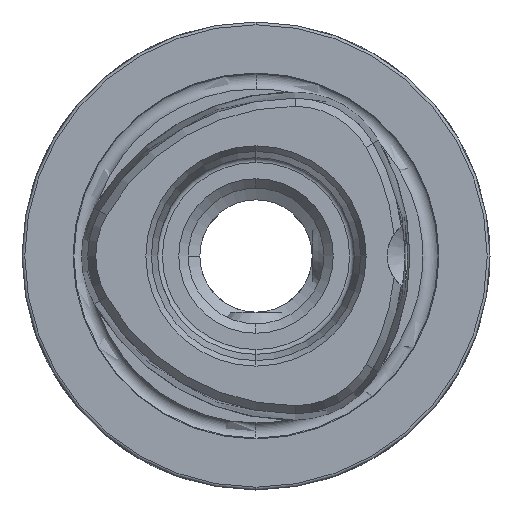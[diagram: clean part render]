
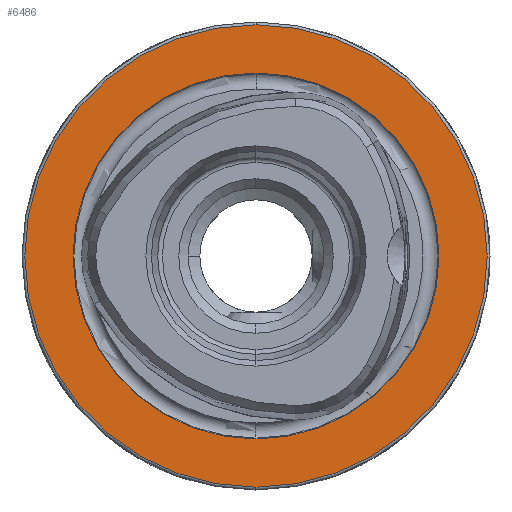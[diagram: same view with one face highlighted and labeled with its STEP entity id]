
A CAD part, left-side view. The second image highlights one B-rep face of the part: STEP entity #6486.
In plain terms, the highlighted planar face has unit normal (-1, 0, 0).
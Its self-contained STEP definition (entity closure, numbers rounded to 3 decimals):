
#363 = CARTESIAN_POINT ( 'NONE',  ( 0., 0., -19.55 ) ) ;
#364 = CARTESIAN_POINT ( 'NONE',  ( 0., 0., 19.55 ) ) ;
#366 = CARTESIAN_POINT ( 'NONE',  ( 0., 0., 24.7 ) ) ;
#367 = CARTESIAN_POINT ( 'NONE',  ( 0., 0., -24.7 ) ) ;
#1425 = CARTESIAN_POINT ( 'NONE',  ( 0., 0., 0. ) ) ;
#1426 = DIRECTION ( 'NONE',  ( -1., 0., 0. ) ) ;
#1427 = DIRECTION ( 'NONE',  ( 0., 0., 1. ) ) ;
#1453 = CARTESIAN_POINT ( 'NONE',  ( 0., 0., 0. ) ) ;
#1454 = DIRECTION ( 'NONE',  ( -1., 0., 0. ) ) ;
#1455 = DIRECTION ( 'NONE',  ( 0., 0., 1. ) ) ;
#1591 = EDGE_LOOP ( 'NONE', ( #7409, #7416 ) ) ;
#2170 = CIRCLE ( 'NONE', #6695, 24.7 ) ;
#2179 = CIRCLE ( 'NONE', #6696, 19.55 ) ;
#2336 = CARTESIAN_POINT ( 'NONE',  ( 0., 0., 0. ) ) ;
#2337 = DIRECTION ( 'NONE',  ( -1., 0., 0. ) ) ;
#2338 = DIRECTION ( 'NONE',  ( 0., 0., 1. ) ) ;
#2350 = CARTESIAN_POINT ( 'NONE',  ( 0., 0., 0. ) ) ;
#2351 = DIRECTION ( 'NONE',  ( -1., 0., 0. ) ) ;
#2352 = DIRECTION ( 'NONE',  ( 0., 0., 1. ) ) ;
#2684 = CARTESIAN_POINT ( 'NONE',  ( 0., 19.55, 0. ) ) ;
#2686 = PLANE ( 'NONE',  #7299 ) ;
#2687 = DIRECTION ( 'NONE',  ( 1., 0., 0. ) ) ;
#2688 = DIRECTION ( 'NONE',  ( 0., 0., -1. ) ) ;
#3321 = FACE_OUTER_BOUND ( 'NONE', #1591, .T. ) ;
#3324 = FACE_BOUND ( 'NONE', #4417, .T. ) ;
#4040 = EDGE_CURVE ( 'NONE', #5652, #5653, #4643, .T. ) ;
#4044 = EDGE_CURVE ( 'NONE', #5649, #5650, #4647, .T. ) ;
#4219 = EDGE_CURVE ( 'NONE', #5653, #5652, #2170, .T. ) ;
#4227 = EDGE_CURVE ( 'NONE', #5650, #5649, #2179, .T. ) ;
#4417 = EDGE_LOOP ( 'NONE', ( #7407, #7421 ) ) ;
#4643 = CIRCLE ( 'NONE', #6630, 24.7 ) ;
#4647 = CIRCLE ( 'NONE', #6633, 19.55 ) ;
#5649 = VERTEX_POINT ( 'NONE', #363 ) ;
#5650 = VERTEX_POINT ( 'NONE', #364 ) ;
#5652 = VERTEX_POINT ( 'NONE', #366 ) ;
#5653 = VERTEX_POINT ( 'NONE', #367 ) ;
#6486 = ADVANCED_FACE ( 'NONE', ( #3324, #3321 ), #2686, .F. ) ;
#6630 = AXIS2_PLACEMENT_3D ( 'NONE', #2336, #2337, #2338 ) ;
#6633 = AXIS2_PLACEMENT_3D ( 'NONE', #2350, #2351, #2352 ) ;
#6695 = AXIS2_PLACEMENT_3D ( 'NONE', #1425, #1426, #1427 ) ;
#6696 = AXIS2_PLACEMENT_3D ( 'NONE', #1453, #1454, #1455 ) ;
#7299 = AXIS2_PLACEMENT_3D ( 'NONE', #2684, #2687, #2688 ) ;
#7407 = ORIENTED_EDGE ( 'NONE', *, *, #4227, .F. ) ;
#7409 = ORIENTED_EDGE ( 'NONE', *, *, #4040, .T. ) ;
#7416 = ORIENTED_EDGE ( 'NONE', *, *, #4219, .T. ) ;
#7421 = ORIENTED_EDGE ( 'NONE', *, *, #4044, .F. ) ;
